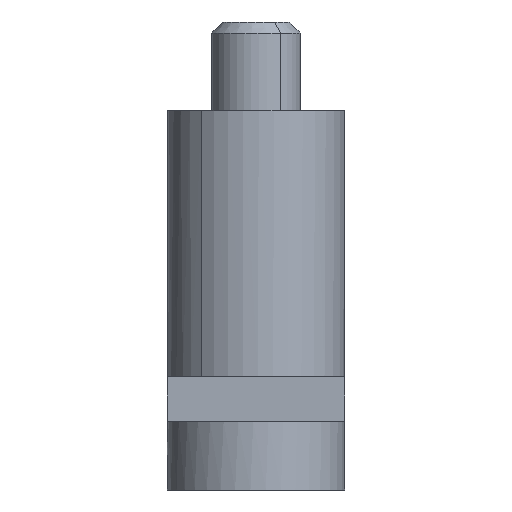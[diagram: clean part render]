
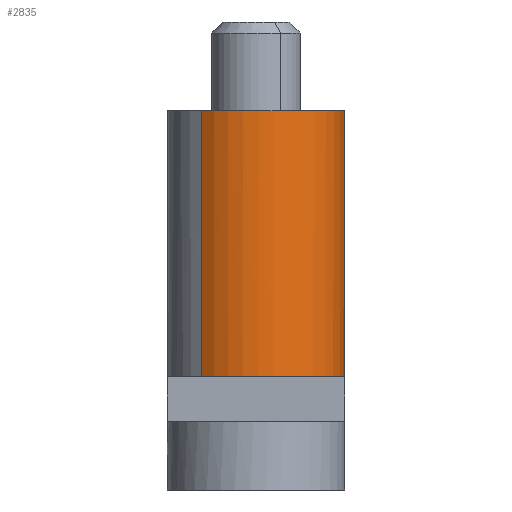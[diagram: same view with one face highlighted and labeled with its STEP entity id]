
A CAD part, left-side view. The second image highlights one B-rep face of the part: STEP entity #2835.
In plain terms, the highlighted cylindrical face has radius 4 mm (diameter 8 mm), a partial arc.
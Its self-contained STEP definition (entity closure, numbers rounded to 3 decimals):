
#18 = AXIS2_PLACEMENT_3D ( 'NONE', #2902, #1312, #3156 ) ;
#31 = ORIENTED_EDGE ( 'NONE', *, *, #136, .F. ) ;
#136 = EDGE_CURVE ( 'NONE', #2291, #896, #697, .T. ) ;
#142 = CARTESIAN_POINT ( 'NONE',  ( -10.565, 97.893, 131.544 ) ) ;
#222 = CARTESIAN_POINT ( 'NONE',  ( -10.565, 97.893, 131.544 ) ) ;
#287 = LINE ( 'NONE', #595, #3022 ) ;
#355 = CARTESIAN_POINT ( 'NONE',  ( -7.424, 95.417, 143.544 ) ) ;
#379 = ORIENTED_EDGE ( 'NONE', *, *, #2961, .T. ) ;
#408 = DIRECTION ( 'NONE',  ( -0.785, 0.619, 0. ) ) ;
#595 = CARTESIAN_POINT ( 'NONE',  ( -7.424, 95.417, 131.544 ) ) ;
#686 = AXIS2_PLACEMENT_3D ( 'NONE', #142, #1997, #408 ) ;
#697 = CIRCLE ( 'NONE', #1099, 4. ) ;
#842 = ORIENTED_EDGE ( 'NONE', *, *, #1711, .F. ) ;
#852 = VERTEX_POINT ( 'NONE', #355 ) ;
#896 = VERTEX_POINT ( 'NONE', #2739 ) ;
#898 = DIRECTION ( 'NONE',  ( -0.785, 0.619, 0. ) ) ;
#1099 = AXIS2_PLACEMENT_3D ( 'NONE', #3256, #2203, #898 ) ;
#1299 = CIRCLE ( 'NONE', #686, 4. ) ;
#1312 = DIRECTION ( 'NONE',  ( 0., 0., -1. ) ) ;
#1416 = ORIENTED_EDGE ( 'NONE', *, *, #2729, .F. ) ;
#1556 = DIRECTION ( 'NONE',  ( 0., 0., -1. ) ) ;
#1711 = EDGE_CURVE ( 'NONE', #852, #2291, #287, .T. ) ;
#1840 = CARTESIAN_POINT ( 'NONE',  ( -13.707, 100.37, 131.544 ) ) ;
#1924 = LINE ( 'NONE', #3140, #3322 ) ;
#1997 = DIRECTION ( 'NONE',  ( 0., 0., -1. ) ) ;
#2075 = DIRECTION ( 'NONE',  ( 0., 0., -1. ) ) ;
#2093 = VERTEX_POINT ( 'NONE', #2434 ) ;
#2169 = FACE_OUTER_BOUND ( 'NONE', #2403, .T. ) ;
#2203 = DIRECTION ( 'NONE',  ( 0., 0., -1. ) ) ;
#2291 = VERTEX_POINT ( 'NONE', #2782 ) ;
#2403 = EDGE_LOOP ( 'NONE', ( #842, #379, #2893, #1416, #31 ) ) ;
#2426 = DIRECTION ( 'NONE',  ( 0., 0., -1. ) ) ;
#2434 = CARTESIAN_POINT ( 'NONE',  ( -13.707, 100.37, 143.544 ) ) ;
#2560 = AXIS2_PLACEMENT_3D ( 'NONE', #222, #2075, #3118 ) ;
#2729 = EDGE_CURVE ( 'NONE', #896, #3006, #1299, .T. ) ;
#2739 = CARTESIAN_POINT ( 'NONE',  ( -10.565, 93.893, 131.544 ) ) ;
#2782 = CARTESIAN_POINT ( 'NONE',  ( -7.424, 95.417, 131.544 ) ) ;
#2835 = ADVANCED_FACE ( 'NONE', ( #2169 ), #3233, .T. ) ;
#2893 = ORIENTED_EDGE ( 'NONE', *, *, #3069, .T. ) ;
#2902 = CARTESIAN_POINT ( 'NONE',  ( -10.565, 97.893, 143.544 ) ) ;
#2961 = EDGE_CURVE ( 'NONE', #852, #2093, #3148, .T. ) ;
#3006 = VERTEX_POINT ( 'NONE', #1840 ) ;
#3022 = VECTOR ( 'NONE', #2426, 1000. ) ;
#3069 = EDGE_CURVE ( 'NONE', #2093, #3006, #1924, .T. ) ;
#3118 = DIRECTION ( 'NONE',  ( -0.785, 0.619, 0. ) ) ;
#3140 = CARTESIAN_POINT ( 'NONE',  ( -13.707, 100.37, 131.544 ) ) ;
#3148 = CIRCLE ( 'NONE', #18, 4. ) ;
#3156 = DIRECTION ( 'NONE',  ( -0.785, 0.619, 0. ) ) ;
#3233 = CYLINDRICAL_SURFACE ( 'NONE', #2560, 4. ) ;
#3256 = CARTESIAN_POINT ( 'NONE',  ( -10.565, 97.893, 131.544 ) ) ;
#3322 = VECTOR ( 'NONE', #1556, 1000. ) ;
